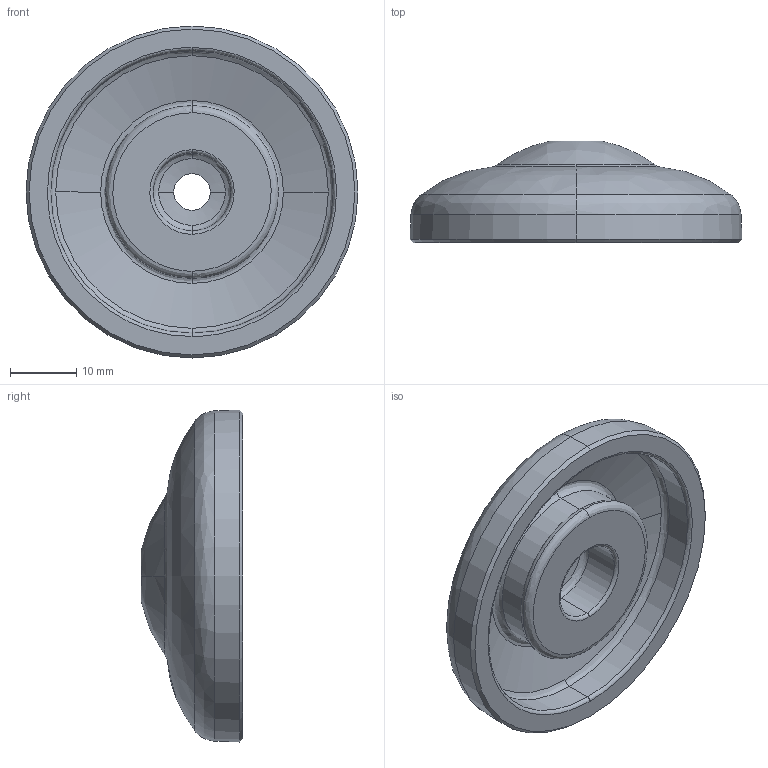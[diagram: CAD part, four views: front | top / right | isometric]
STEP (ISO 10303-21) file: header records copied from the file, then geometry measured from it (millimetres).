
FILE_DESCRIPTION (( 'STEP AP214' ), '1' );
FILE_NAME ('7410250', '2019-01-30T09:30:07', ( '' ), ('JUGARD+KÜNSTNER GmbH'), 'SwSTEP 2.0', 'SolidWorks 2017', '' );
FILE_SCHEMA (( 'AUTOMOTIVE_DESIGN' ));
Length unit declared in the file: millimetre
Products named in the file (1): 7410250
Bounding box: 49.97 x 15.3 x 49.97 mm (x, y, z)
Volume: 13158.1 mm3; surface area: 6512.7 mm2
Topology: 1 solids, 1 shells, 40 faces, 92 edges, 54 vertices
Faces by surface type: bspline 22, cone 10, cylinder 6, plane 2
Entity records: 1818 total; most frequent: CARTESIAN_POINT 919, DIRECTION 194, ORIENTED_EDGE 184, EDGE_CURVE 92, AXIS2_PLACEMENT_3D 89, CIRCLE 70, VERTEX_POINT 54, EDGE_LOOP 42
